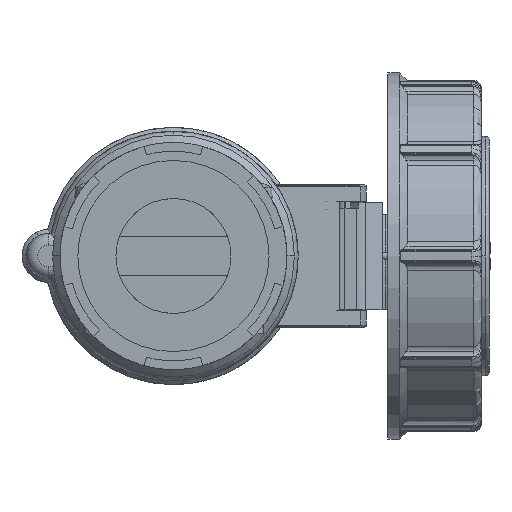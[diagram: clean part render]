
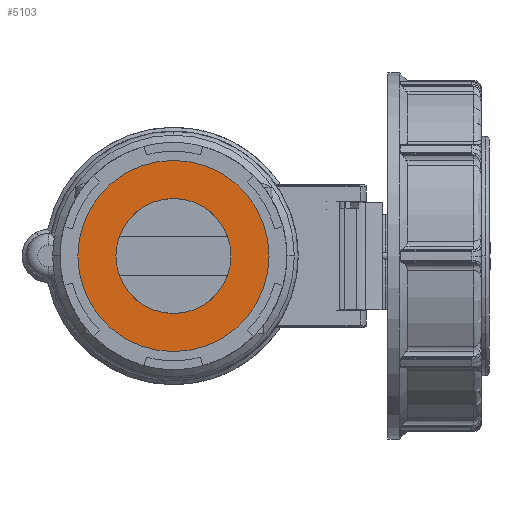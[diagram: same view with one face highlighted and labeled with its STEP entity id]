
A CAD part, left-side view. The second image highlights one B-rep face of the part: STEP entity #5103.
In plain terms, the highlighted planar face has unit normal (-1, 0, 0).
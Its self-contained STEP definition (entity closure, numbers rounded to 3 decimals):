
#80 = CARTESIAN_POINT ( 'NONE',  ( -32.7, 0., 0. ) ) ;
#578 = CARTESIAN_POINT ( 'NONE',  ( -32.7, -11.972, 0. ) ) ;
#823 = AXIS2_PLACEMENT_3D ( 'NONE', #23683, #2969, #21699 ) ;
#1051 = EDGE_LOOP ( 'NONE', ( #7682, #8463 ) ) ;
#1078 = EDGE_LOOP ( 'NONE', ( #11929, #8065 ) ) ;
#2291 = CARTESIAN_POINT ( 'NONE',  ( -32.7, 0., -14.75 ) ) ;
#2445 = DIRECTION ( 'NONE',  ( -1., 0., 0. ) ) ;
#2969 = DIRECTION ( 'NONE',  ( -1., 0., 0. ) ) ;
#3416 = CARTESIAN_POINT ( 'NONE',  ( -32.7, 0., 24.52 ) ) ;
#4397 = AXIS2_PLACEMENT_3D ( 'NONE', #23150, #2445, #11254 ) ;
#5103 = ADVANCED_FACE ( 'NONE', ( #28270, #26001 ), #14507, .F. ) ;
#6193 = CIRCLE ( 'NONE', #823, 14.75 ) ;
#7345 = VERTEX_POINT ( 'NONE', #3416 ) ;
#7439 = EDGE_CURVE ( 'NONE', #11830, #7345, #10341, .T. ) ;
#7554 = DIRECTION ( 'NONE',  ( 0., 0., 1. ) ) ;
#7682 = ORIENTED_EDGE ( 'NONE', *, *, #27449, .F. ) ;
#8065 = ORIENTED_EDGE ( 'NONE', *, *, #7439, .T. ) ;
#8421 = CARTESIAN_POINT ( 'NONE',  ( -32.7, 0., 0. ) ) ;
#8463 = ORIENTED_EDGE ( 'NONE', *, *, #21965, .F. ) ;
#10341 = CIRCLE ( 'NONE', #18030, 24.52 ) ;
#10979 = DIRECTION ( 'NONE',  ( -1., 0., 0. ) ) ;
#11254 = DIRECTION ( 'NONE',  ( 0., 0., -1. ) ) ;
#11830 = VERTEX_POINT ( 'NONE', #25590 ) ;
#11929 = ORIENTED_EDGE ( 'NONE', *, *, #25388, .T. ) ;
#11957 = DIRECTION ( 'NONE',  ( 1., 0., 0. ) ) ;
#12798 = VERTEX_POINT ( 'NONE', #21943 ) ;
#12963 = DIRECTION ( 'NONE',  ( 0., 0., -1. ) ) ;
#14462 = DIRECTION ( 'NONE',  ( -1., 0., 0. ) ) ;
#14507 = PLANE ( 'NONE',  #17485 ) ;
#15063 = CIRCLE ( 'NONE', #28620, 14.75 ) ;
#15524 = VERTEX_POINT ( 'NONE', #2291 ) ;
#17485 = AXIS2_PLACEMENT_3D ( 'NONE', #578, #11957, #7554 ) ;
#18030 = AXIS2_PLACEMENT_3D ( 'NONE', #8421, #10979, #12963 ) ;
#19107 = DIRECTION ( 'NONE',  ( 0., 0., 1. ) ) ;
#21699 = DIRECTION ( 'NONE',  ( 0., 0., 1. ) ) ;
#21943 = CARTESIAN_POINT ( 'NONE',  ( -32.7, 0., 14.75 ) ) ;
#21965 = EDGE_CURVE ( 'NONE', #15524, #12798, #15063, .T. ) ;
#22221 = CIRCLE ( 'NONE', #4397, 24.52 ) ;
#23150 = CARTESIAN_POINT ( 'NONE',  ( -32.7, 0., 0. ) ) ;
#23683 = CARTESIAN_POINT ( 'NONE',  ( -32.7, 0., 0. ) ) ;
#25388 = EDGE_CURVE ( 'NONE', #7345, #11830, #22221, .T. ) ;
#25590 = CARTESIAN_POINT ( 'NONE',  ( -32.7, 0., -24.52 ) ) ;
#26001 = FACE_OUTER_BOUND ( 'NONE', #1078, .T. ) ;
#27449 = EDGE_CURVE ( 'NONE', #12798, #15524, #6193, .T. ) ;
#28270 = FACE_BOUND ( 'NONE', #1051, .T. ) ;
#28620 = AXIS2_PLACEMENT_3D ( 'NONE', #80, #14462, #19107 ) ;
